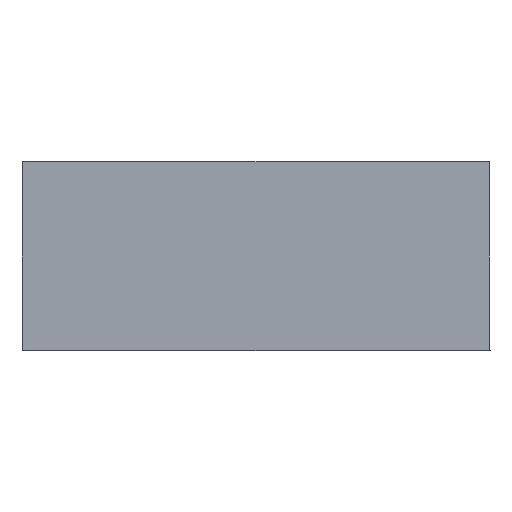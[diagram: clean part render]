
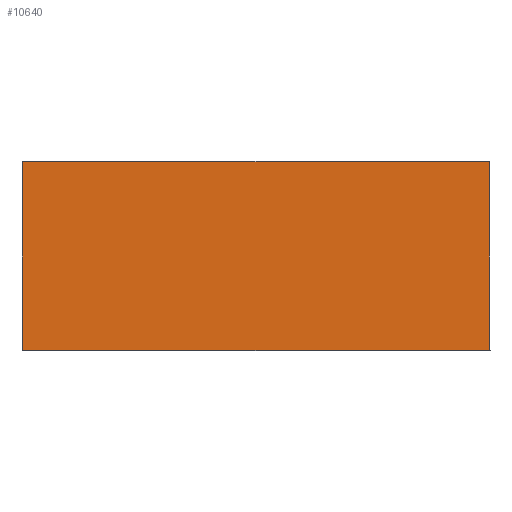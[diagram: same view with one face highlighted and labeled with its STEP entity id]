
A CAD part, top view. The second image highlights one B-rep face of the part: STEP entity #10640.
In plain terms, the highlighted planar face has unit normal (0, 0, 1).
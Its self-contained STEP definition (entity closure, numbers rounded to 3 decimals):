
#169=DIRECTION('',(1.,0.,0.));
#170=VECTOR('',#169,1418.229);
#171=CARTESIAN_POINT('',(-709.115,-286.115,0.));
#172=LINE('',#171,#170);
#176=DIRECTION('',(0.,-1.,0.));
#177=VECTOR('',#176,572.229);
#178=CARTESIAN_POINT('',(-709.115,286.115,0.));
#179=LINE('',#178,#177);
#183=DIRECTION('',(-1.,0.,0.));
#184=VECTOR('',#183,1418.229);
#185=CARTESIAN_POINT('',(709.115,286.115,0.));
#186=LINE('',#185,#184);
#190=DIRECTION('',(0.,1.,0.));
#191=VECTOR('',#190,572.229);
#192=CARTESIAN_POINT('',(709.115,-286.115,0.));
#193=LINE('',#192,#191);
#306=CARTESIAN_POINT('',(-709.115,-286.115,0.));
#428=CARTESIAN_POINT('',(709.115,-286.115,0.));
#550=CARTESIAN_POINT('',(709.115,286.115,0.));
#615=CARTESIAN_POINT('',(-709.115,286.115,0.));
#9818=VERTEX_POINT('',#615);
#9821=VERTEX_POINT('',#550);
#9824=VERTEX_POINT('',#428);
#9827=VERTEX_POINT('',#306);
#10625=CARTESIAN_POINT('',(0.,0.,0.));
#10626=DIRECTION('',(0.,0.,1.));
#10627=DIRECTION('',(1.,0.,0.));
#10628=AXIS2_PLACEMENT_3D('',#10625,#10626,#10627);
#10629=PLANE('',#10628);
#10631=ORIENTED_EDGE('',*,*,#10630,.F.);
#10633=ORIENTED_EDGE('',*,*,#10632,.F.);
#10635=ORIENTED_EDGE('',*,*,#10634,.F.);
#10637=ORIENTED_EDGE('',*,*,#10636,.F.);
#10638=EDGE_LOOP('',(#10631,#10633,#10635,#10637));
#10639=FACE_OUTER_BOUND('',#10638,.F.);
#10630=EDGE_CURVE('',#9827,#9824,#172,.T.);
#10632=EDGE_CURVE('',#9818,#9827,#179,.T.);
#10634=EDGE_CURVE('',#9821,#9818,#186,.T.);
#10636=EDGE_CURVE('',#9824,#9821,#193,.T.);
#10640=ADVANCED_FACE('',(#10639),#10629,.T.);
